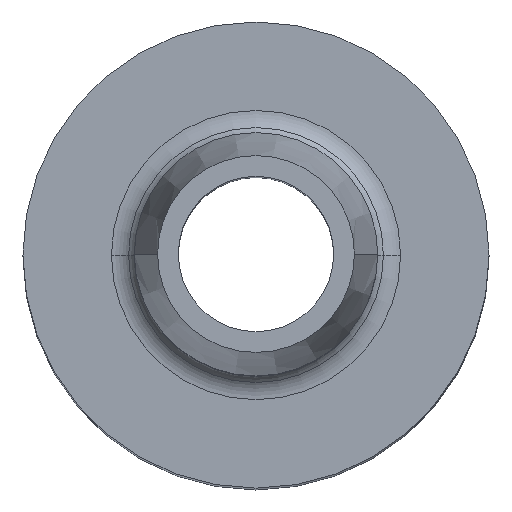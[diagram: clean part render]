
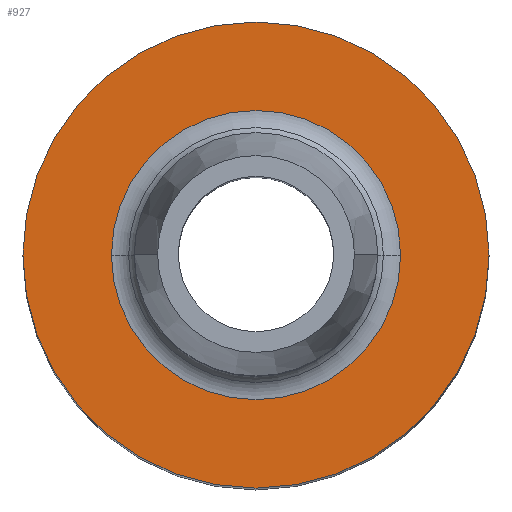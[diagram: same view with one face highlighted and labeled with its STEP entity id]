
A CAD part, top view. The second image highlights one B-rep face of the part: STEP entity #927.
In plain terms, the highlighted planar face has unit normal (0, 0, 1).
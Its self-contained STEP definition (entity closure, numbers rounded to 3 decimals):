
#31=CARTESIAN_POINT('',(0.,0.,29.75));
#32=DIRECTION('',(0.,0.,-1.));
#33=DIRECTION('',(1.,0.,0.));
#34=AXIS2_PLACEMENT_3D('',#31,#32,#33);
#40=CARTESIAN_POINT('',(0.,0.,29.75));
#41=DIRECTION('',(0.,0.,-1.));
#42=DIRECTION('',(-1.,0.,0.));
#43=AXIS2_PLACEMENT_3D('',#40,#41,#42);
#48=CARTESIAN_POINT('',(0.,0.,29.75));
#49=DIRECTION('',(0.,0.,1.));
#50=DIRECTION('',(1.,0.,0.));
#51=AXIS2_PLACEMENT_3D('',#48,#49,#50);
#56=CARTESIAN_POINT('',(0.,0.,29.75));
#57=DIRECTION('',(0.,0.,1.));
#58=DIRECTION('',(-1.,0.,0.));
#59=AXIS2_PLACEMENT_3D('',#56,#57,#58);
#786=CARTESIAN_POINT('',(4.5,0.,29.75));
#787=CARTESIAN_POINT('',(-4.5,0.,29.75));
#788=VERTEX_POINT('',#786);
#789=VERTEX_POINT('',#787);
#790=CARTESIAN_POINT('',(2.791,0.,29.75));
#791=CARTESIAN_POINT('',(-2.791,0.,29.75));
#792=VERTEX_POINT('',#790);
#793=VERTEX_POINT('',#791);
#910=CARTESIAN_POINT('',(0.,4.5,29.75));
#911=DIRECTION('',(0.,0.,1.));
#912=DIRECTION('',(1.,0.,0.));
#913=AXIS2_PLACEMENT_3D('',#910,#911,#912);
#914=PLANE('',#913);
#916=ORIENTED_EDGE('',*,*,#915,.T.);
#918=ORIENTED_EDGE('',*,*,#917,.T.);
#919=EDGE_LOOP('',(#916,#918));
#920=FACE_OUTER_BOUND('',#919,.F.);
#922=ORIENTED_EDGE('',*,*,#921,.T.);
#924=ORIENTED_EDGE('',*,*,#923,.T.);
#925=EDGE_LOOP('',(#922,#924));
#926=FACE_BOUND('',#925,.F.);
#927=ADVANCED_FACE('',(#920,#926),#914,.T.);
#35=CIRCLE('',#34,4.5);
#44=CIRCLE('',#43,4.5);
#52=CIRCLE('',#51,2.791);
#60=CIRCLE('',#59,2.791);
#915=EDGE_CURVE('',#788,#789,#35,.T.);
#917=EDGE_CURVE('',#789,#788,#44,.T.);
#921=EDGE_CURVE('',#792,#793,#52,.T.);
#923=EDGE_CURVE('',#793,#792,#60,.T.);
